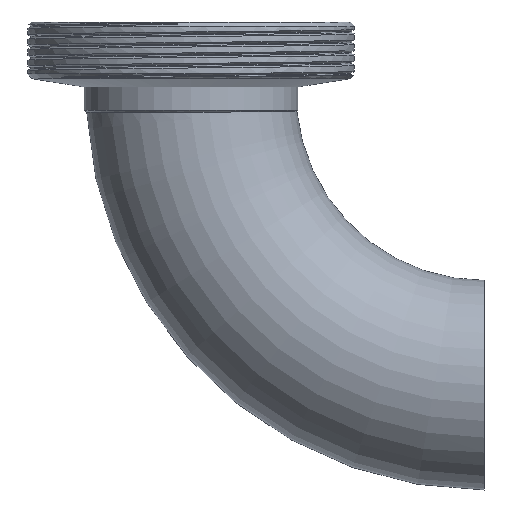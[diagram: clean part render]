
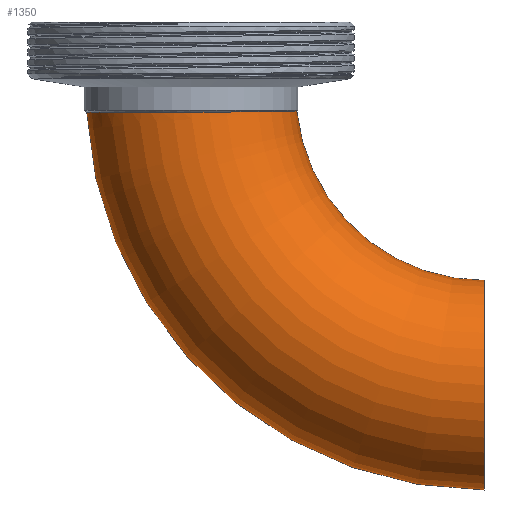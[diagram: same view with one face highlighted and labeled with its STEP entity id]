
A CAD part, front view. The second image highlights one B-rep face of the part: STEP entity #1350.
In plain terms, the highlighted toroidal (fillet/blend) face has major radius 70 mm and minor radius 25 mm.
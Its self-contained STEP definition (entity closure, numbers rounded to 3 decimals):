
#13 = DIRECTION ( 'NONE',  ( 0., 0., 1. ) ) ;
#20 = CARTESIAN_POINT ( 'NONE',  ( -44.759, 0., -21.304 ) ) ;
#30 = EDGE_CURVE ( 'NONE', #947, #1814, #2832, .T. ) ;
#182 = DIRECTION ( 'NONE',  ( 0., 0., -1. ) ) ;
#351 = CARTESIAN_POINT ( 'NONE',  ( -92.668, -10.295, -21.545 ) ) ;
#405 = CARTESIAN_POINT ( 'NONE',  ( -63.395, -24.218, -21.497 ) ) ;
#440 = CARTESIAN_POINT ( 'NONE',  ( -94.716, -3.247, -21.545 ) ) ;
#589 = CARTESIAN_POINT ( 'NONE',  ( -48.1, -12.57, -21.347 ) ) ;
#615 = CARTESIAN_POINT ( 'NONE',  ( -49.961, -15.263, -21.369 ) ) ;
#668 = CARTESIAN_POINT ( 'NONE',  ( -46.527, -9.225, -21.328 ) ) ;
#700 = CARTESIAN_POINT ( 'NONE',  ( 0., 0., -16.658 ) ) ;
#719 = DIRECTION ( 'NONE',  ( 0., -1., 0. ) ) ;
#780 = CARTESIAN_POINT ( 'NONE',  ( -56.3, -21.047, -21.435 ) ) ;
#904 = CARTESIAN_POINT ( 'NONE',  ( -71.545, -24.955, -21.545 ) ) ;
#947 = VERTEX_POINT ( 'NONE', #1276 ) ;
#955 = AXIS2_PLACEMENT_3D ( 'NONE', #2279, #2963, #182 ) ;
#1010 = CARTESIAN_POINT ( 'NONE',  ( -44.759, 0., -21.304 ) ) ;
#1035 = CARTESIAN_POINT ( 'NONE',  ( -46.376, -8.838, -21.326 ) ) ;
#1043 = DIRECTION ( 'NONE',  ( 0., 0., -1. ) ) ;
#1070 = CARTESIAN_POINT ( 'NONE',  ( -86.39, -18.829, -21.545 ) ) ;
#1152 = CARTESIAN_POINT ( 'NONE',  ( -74.395, -24.585, -21.545 ) ) ;
#1199 = CARTESIAN_POINT ( 'NONE',  ( -80.213, -22.766, -21.545 ) ) ;
#1225 = ORIENTED_EDGE ( 'NONE', *, *, #4407, .F. ) ;
#1276 = CARTESIAN_POINT ( 'NONE',  ( 0., 0., -111.658 ) ) ;
#1278 = CARTESIAN_POINT ( 'NONE',  ( -45.086, -4.099, -21.309 ) ) ;
#1350 = ADVANCED_FACE ( 'NONE', ( #2913 ), #3514, .T. ) ;
#1355 = CARTESIAN_POINT ( 'NONE',  ( -44.842, -2.064, -21.306 ) ) ;
#1376 = CARTESIAN_POINT ( 'NONE',  ( -45.607, -6.494, -21.316 ) ) ;
#1412 = CARTESIAN_POINT ( 'NONE',  ( -91.131, -13.176, -21.545 ) ) ;
#1473 = CARTESIAN_POINT ( 'NONE',  ( -69.915, -25., -21.545 ) ) ;
#1510 = VERTEX_POINT ( 'NONE', #3640 ) ;
#1541 = CARTESIAN_POINT ( 'NONE',  ( -85.13, -19.861, -21.545 ) ) ;
#1620 = CARTESIAN_POINT ( 'NONE',  ( -68.281, -24.966, -21.534 ) ) ;
#1805 = CARTESIAN_POINT ( 'NONE',  ( -61.827, -23.747, -21.485 ) ) ;
#1814 = VERTEX_POINT ( 'NONE', #4275 ) ;
#1861 = CARTESIAN_POINT ( 'NONE',  ( -70.729, -24.997, -21.545 ) ) ;
#1889 = AXIS2_PLACEMENT_3D ( 'NONE', #3078, #3144, #13 ) ;
#2088 = CARTESIAN_POINT ( 'NONE',  ( 0., 0., -16.658 ) ) ;
#2168 = CARTESIAN_POINT ( 'NONE',  ( -54.588, -19.913, -21.419 ) ) ;
#2268 = CARTESIAN_POINT ( 'NONE',  ( -77.948, -23.708, -21.545 ) ) ;
#2279 = CARTESIAN_POINT ( 'NONE',  ( 0., 0., -16.658 ) ) ;
#2324 = CARTESIAN_POINT ( 'NONE',  ( -51.58, -17.14, -21.387 ) ) ;
#2338 = EDGE_LOOP ( 'NONE', ( #3351, #3586, #3165, #1225, #3185 ) ) ;
#2433 = AXIS2_PLACEMENT_3D ( 'NONE', #700, #719, #3882 ) ;
#2439 = CARTESIAN_POINT ( 'NONE',  ( -94.874, 0., -21.545 ) ) ;
#2453 = VERTEX_POINT ( 'NONE', #20 ) ;
#2505 = CARTESIAN_POINT ( 'NONE',  ( -57.359, -21.688, -21.445 ) ) ;
#2541 = CARTESIAN_POINT ( 'NONE',  ( -73.182, -24.779, -21.545 ) ) ;
#2587 = CARTESIAN_POINT ( 'NONE',  ( -83.103, -21.218, -21.545 ) ) ;
#2707 = VERTEX_POINT ( 'NONE', #1473 ) ;
#2718 = EDGE_CURVE ( 'NONE', #1510, #2707, #4164, .T. ) ;
#2721 = CARTESIAN_POINT ( 'NONE',  ( -44.77, -0.827, -21.305 ) ) ;
#2744 = CARTESIAN_POINT ( 'NONE',  ( -45.407, -5.701, -21.313 ) ) ;
#2803 = CARTESIAN_POINT ( 'NONE',  ( -89.761, -15.23, -21.545 ) ) ;
#2832 = CIRCLE ( 'NONE', #1889, 25. ) ;
#2849 = CARTESIAN_POINT ( 'NONE',  ( -58.814, -22.47, -21.458 ) ) ;
#2891 = CARTESIAN_POINT ( 'NONE',  ( -69.915, -25., -21.545 ) ) ;
#2903 = CARTESIAN_POINT ( 'NONE',  ( -73.992, -24.656, -21.545 ) ) ;
#2913 = FACE_OUTER_BOUND ( 'NONE', #2338, .T. ) ;
#2929 = CARTESIAN_POINT ( 'NONE',  ( -69.915, -25., -21.545 ) ) ;
#2963 = DIRECTION ( 'NONE',  ( 0., -1., 0. ) ) ;
#3078 = CARTESIAN_POINT ( 'NONE',  ( 0., 0., -86.658 ) ) ;
#3144 = DIRECTION ( 'NONE',  ( -1., 0., 0. ) ) ;
#3148 = CARTESIAN_POINT ( 'NONE',  ( -92.321, -11.03, -21.545 ) ) ;
#3162 = CIRCLE ( 'NONE', #3763, 95. ) ;
#3165 = ORIENTED_EDGE ( 'NONE', *, *, #30, .T. ) ;
#3185 = ORIENTED_EDGE ( 'NONE', *, *, #4233, .F. ) ;
#3198 = CARTESIAN_POINT ( 'NONE',  ( -59.557, -22.817, -21.465 ) ) ;
#3351 = ORIENTED_EDGE ( 'NONE', *, *, #2718, .F. ) ;
#3378 = CARTESIAN_POINT ( 'NONE',  ( -44.964, -3.29, -21.307 ) ) ;
#3403 = CARTESIAN_POINT ( 'NONE',  ( -49.47, -14.605, -21.363 ) ) ;
#3498 = CARTESIAN_POINT ( 'NONE',  ( -93.289, -8.793, -21.545 ) ) ;
#3514 = TOROIDAL_SURFACE ( 'NONE', #955, 70., 25. ) ;
#3552 = CARTESIAN_POINT ( 'NONE',  ( -65.831, -24.693, -21.516 ) ) ;
#3570 = B_SPLINE_CURVE_WITH_KNOTS ( 'NONE', 3,
 ( #2891, #3642, #1620, #3899, #3552, #405, #1805, #3198, #2849, #4267, #2505, #3916, #780, #2168, #3574, #4075, #2324, #3761, #4529, #615, #3403, #589, #3735, #668, #1035, #4147, #4101, #1376, #2744, #1278, #3378, #1355, #4174, #2721, #4481, #1010 ),
 .UNSPECIFIED., .F., .F.,
 ( 4, 2, 2, 2, 2, 2, 2, 2, 2, 2, 2, 2, 2, 2, 2, 2, 2, 4 ),
 ( 0.027, 0.029, 0.032, 0.037, 0.039, 0.04, 0.042, 0.047, 0.048, 0.049, 0.052, 0.056, 0.058, 0.059, 0.061, 0.064, 0.065, 0.066 ),
 .UNSPECIFIED. ) ;
#3574 = CARTESIAN_POINT ( 'NONE',  ( -53.321, -18.881, -21.406 ) ) ;
#3584 = CARTESIAN_POINT ( 'NONE',  ( -94.874, -1.629, -21.545 ) ) ;
#3586 = ORIENTED_EDGE ( 'NONE', *, *, #3922, .T. ) ;
#3630 = CARTESIAN_POINT ( 'NONE',  ( -80.961, -22.412, -21.545 ) ) ;
#3640 = CARTESIAN_POINT ( 'NONE',  ( -94.874, 0., -21.545 ) ) ;
#3642 = CARTESIAN_POINT ( 'NONE',  ( -69.098, -25.003, -21.539 ) ) ;
#3677 = CARTESIAN_POINT ( 'NONE',  ( -72.772, -24.83, -21.545 ) ) ;
#3735 = CARTESIAN_POINT ( 'NONE',  ( -47.323, -11.13, -21.338 ) ) ;
#3761 = CARTESIAN_POINT ( 'NONE',  ( -51.023, -16.531, -21.381 ) ) ;
#3763 = AXIS2_PLACEMENT_3D ( 'NONE', #2088, #4559, #1043 ) ;
#3836 = CIRCLE ( 'NONE', #2433, 45. ) ;
#3850 = CARTESIAN_POINT ( 'NONE',  ( -93.563, -8.026, -21.545 ) ) ;
#3882 = DIRECTION ( 'NONE',  ( 0., 0., -1. ) ) ;
#3899 = CARTESIAN_POINT ( 'NONE',  ( -66.649, -24.811, -21.522 ) ) ;
#3916 = CARTESIAN_POINT ( 'NONE',  ( -56.649, -21.266, -21.439 ) ) ;
#3922 = EDGE_CURVE ( 'NONE', #1510, #947, #3162, .T. ) ;
#4075 = CARTESIAN_POINT ( 'NONE',  ( -51.865, -17.437, -21.39 ) ) ;
#4101 = CARTESIAN_POINT ( 'NONE',  ( -45.967, -7.671, -21.32 ) ) ;
#4147 = CARTESIAN_POINT ( 'NONE',  ( -46.096, -8.061, -21.322 ) ) ;
#4164 = B_SPLINE_CURVE_WITH_KNOTS ( 'NONE', 3,
 ( #2439, #3584, #440, #4547, #4195, #3850, #3498, #351, #3148, #4568, #1412, #2803, #4215, #1070, #1541, #2587, #4349, #3630, #1199, #2268, #4324, #1152, #2903, #2541, #3677, #904, #1861, #2929 ),
 .UNSPECIFIED., .F., .F.,
 ( 4, 2, 2, 2, 2, 2, 2, 2, 2, 2, 2, 2, 2, 4 ),
 ( 0.137, 0.142, 0.144, 0.147, 0.149, 0.152, 0.157, 0.161, 0.164, 0.166, 0.171, 0.172, 0.174, 0.176 ),
 .UNSPECIFIED. ) ;
#4174 = CARTESIAN_POINT ( 'NONE',  ( -44.811, -1.653, -21.305 ) ) ;
#4195 = CARTESIAN_POINT ( 'NONE',  ( -94.038, -6.461, -21.545 ) ) ;
#4215 = CARTESIAN_POINT ( 'NONE',  ( -88.72, -16.499, -21.545 ) ) ;
#4233 = EDGE_CURVE ( 'NONE', #2707, #2453, #3570, .T. ) ;
#4267 = CARTESIAN_POINT ( 'NONE',  ( -57.721, -21.891, -21.449 ) ) ;
#4275 = CARTESIAN_POINT ( 'NONE',  ( 0., 0., -61.658 ) ) ;
#4324 = CARTESIAN_POINT ( 'NONE',  ( -76.393, -24.182, -21.545 ) ) ;
#4349 = CARTESIAN_POINT ( 'NONE',  ( -82.405, -21.638, -21.545 ) ) ;
#4407 = EDGE_CURVE ( 'NONE', #2453, #1814, #3836, .T. ) ;
#4481 = CARTESIAN_POINT ( 'NONE',  ( -44.759, -0.412, -21.304 ) ) ;
#4529 = CARTESIAN_POINT ( 'NONE',  ( -50.751, -16.218, -21.378 ) ) ;
#4547 = CARTESIAN_POINT ( 'NONE',  ( -94.238, -5.658, -21.545 ) ) ;
#4559 = DIRECTION ( 'NONE',  ( 0., -1., 0. ) ) ;
#4568 = CARTESIAN_POINT ( 'NONE',  ( -91.553, -12.469, -21.545 ) ) ;
